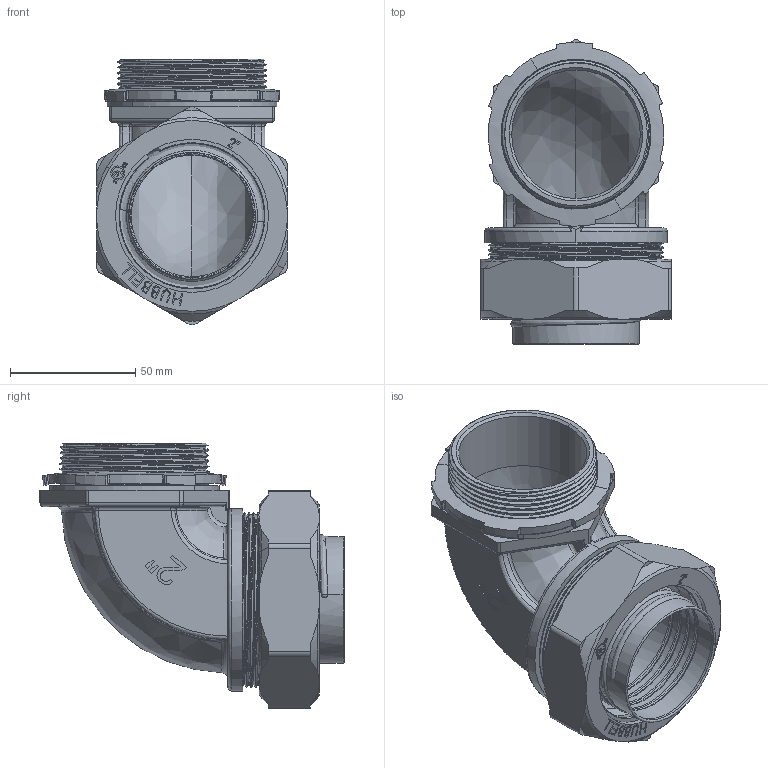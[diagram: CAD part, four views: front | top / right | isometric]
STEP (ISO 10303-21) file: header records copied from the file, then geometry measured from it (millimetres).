
FILE_DESCRIPTION (( 'STEP AP214' ), '1' );
FILE_NAME ('3428-8.STEP', '2016-02-24T16:03:20', ( '' ), ( '' ), 'SwSTEP 2.0', 'SolidWorks 2014', '' );
FILE_SCHEMA (( 'AUTOMOTIVE_DESIGN' ));
Length unit declared in the file: inch
Products named in the file (7): 3408 LOCK NUT; 3408 SEAL_2; 3408 COMPRESSION NUT HEX_2; 3408 GLAND RING_CLOSED; 3408 FERRULE_installed; 3428 90DEG BODY; 3428-8
Assembly tree (6 placements, depth 2):
  3428-8
    3428 90DEG BODY
    3408 FERRULE_installed
    3408 GLAND RING_CLOSED
    3408 COMPRESSION NUT HEX_2
    3408 SEAL_2
    3408 LOCK NUT
Bounding box: 76.2 x 121.8 x 106.33 mm (x, y, z)
Volume: 127378.4 mm3; surface area: 97916.1 mm2
Topology: 6 solids, 6 shells, 619 faces, 1671 edges, 1084 vertices
Faces by surface type: plane 224, bspline 189, cylinder 144, cone 62
Entity records: 53196 total; most frequent: CARTESIAN_POINT 31014, ORIENTED_EDGE 3330, DIRECTION 2274, EDGE_CURVE 1665, VERTEX_POINT 1084, AXIS2_PLACEMENT_3D 758, VECTOR 758, LINE 758
